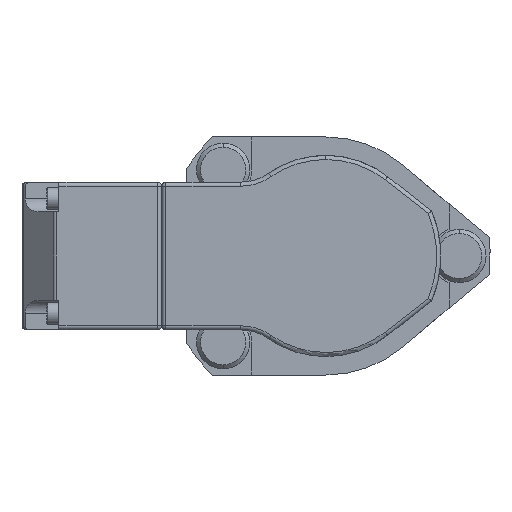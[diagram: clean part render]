
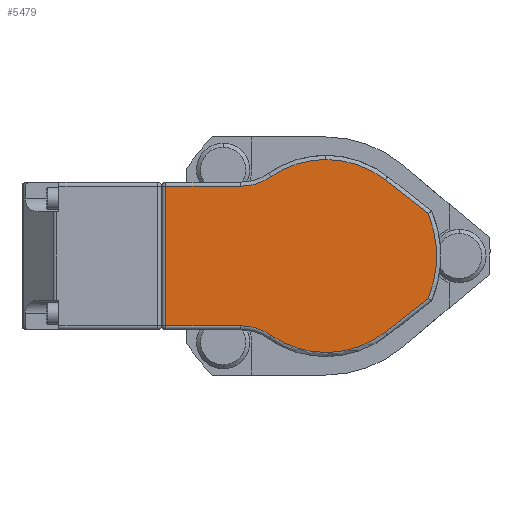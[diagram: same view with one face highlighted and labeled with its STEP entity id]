
A CAD part, left-side view. The second image highlights one B-rep face of the part: STEP entity #5479.
In plain terms, the highlighted planar face has unit normal (-1, 0, 0).
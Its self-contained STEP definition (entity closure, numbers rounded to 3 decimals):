
#182 = CARTESIAN_POINT ( 'NONE',  ( -341., 0., 0. ) ) ;
#383 = VERTEX_POINT ( 'NONE', #9930 ) ;
#390 = EDGE_CURVE ( 'NONE', #7725, #10893, #10524, .T. ) ;
#583 = AXIS2_PLACEMENT_3D ( 'NONE', #4464, #11159, #5439 ) ;
#651 = DIRECTION ( 'NONE',  ( 1., 0., 0. ) ) ;
#718 = VERTEX_POINT ( 'NONE', #6100 ) ;
#802 = CARTESIAN_POINT ( 'NONE',  ( -341., 13.386, -19.315 ) ) ;
#834 = ORIENTED_EDGE ( 'NONE', *, *, #3560, .T. ) ;
#873 = CARTESIAN_POINT ( 'NONE',  ( -341., 0., 0. ) ) ;
#991 = EDGE_CURVE ( 'NONE', #383, #7725, #8716, .T. ) ;
#1053 = CIRCLE ( 'NONE', #1135, 13. ) ;
#1080 = VECTOR ( 'NONE', #5927, 1000. ) ;
#1098 = ORIENTED_EDGE ( 'NONE', *, *, #390, .T. ) ;
#1121 = DIRECTION ( 'NONE',  ( 0., 0., 1. ) ) ;
#1135 = AXIS2_PLACEMENT_3D ( 'NONE', #3630, #10312, #4583 ) ;
#1210 = CARTESIAN_POINT ( 'NONE',  ( -341., -25.15, -10.173 ) ) ;
#1319 = FACE_OUTER_BOUND ( 'NONE', #9429, .T. ) ;
#1598 = CARTESIAN_POINT ( 'NONE',  ( -341., 13.386, 19.315 ) ) ;
#1726 = ORIENTED_EDGE ( 'NONE', *, *, #8843, .T. ) ;
#1763 = VERTEX_POINT ( 'NONE', #10378 ) ;
#1830 = DIRECTION ( 'NONE',  ( 0., 0., 1. ) ) ;
#2197 = ORIENTED_EDGE ( 'NONE', *, *, #10844, .T. ) ;
#2475 = CARTESIAN_POINT ( 'NONE',  ( -341., 39., -17. ) ) ;
#2494 = VECTOR ( 'NONE', #4083, 1000. ) ;
#2774 = CARTESIAN_POINT ( 'NONE',  ( -341., -14.468, 18.518 ) ) ;
#2843 = AXIS2_PLACEMENT_3D ( 'NONE', #6363, #651, #7336 ) ;
#2867 = CARTESIAN_POINT ( 'NONE',  ( -341., 20.791, -17. ) ) ;
#2877 = EDGE_CURVE ( 'NONE', #718, #383, #5695, .T. ) ;
#3035 = AXIS2_PLACEMENT_3D ( 'NONE', #3275, #9972, #4233 ) ;
#3275 = CARTESIAN_POINT ( 'NONE',  ( -341., 0., 0. ) ) ;
#3560 = EDGE_CURVE ( 'NONE', #1763, #5544, #5116, .T. ) ;
#3630 = CARTESIAN_POINT ( 'NONE',  ( -341., 20.791, 30. ) ) ;
#3642 = EDGE_CURVE ( 'NONE', #9904, #10395, #6460, .T. ) ;
#3682 = LINE ( 'NONE', #7316, #11896 ) ;
#3835 = DIRECTION ( 'NONE',  ( 0., -1., 0. ) ) ;
#4071 = VERTEX_POINT ( 'NONE', #1598 ) ;
#4083 = DIRECTION ( 'NONE',  ( 0., -0.788, 0.616 ) ) ;
#4091 = ORIENTED_EDGE ( 'NONE', *, *, #991, .T. ) ;
#4204 = CARTESIAN_POINT ( 'NONE',  ( -341., 0., 0. ) ) ;
#4233 = DIRECTION ( 'NONE',  ( 0., 0., 1. ) ) ;
#4301 = CIRCLE ( 'NONE', #583, 23.5 ) ;
#4464 = CARTESIAN_POINT ( 'NONE',  ( -341., 0., 0. ) ) ;
#4583 = DIRECTION ( 'NONE',  ( 0., 0., 1. ) ) ;
#4665 = PLANE ( 'NONE',  #7107 ) ;
#5003 = CIRCLE ( 'NONE', #2843, 13. ) ;
#5052 = LINE ( 'NONE', #1210, #2494 ) ;
#5116 = LINE ( 'NONE', #11363, #12161 ) ;
#5173 = DIRECTION ( 'NONE',  ( 0., 0., 1. ) ) ;
#5174 = ORIENTED_EDGE ( 'NONE', *, *, #7487, .T. ) ;
#5439 = DIRECTION ( 'NONE',  ( 0., 0., 1. ) ) ;
#5479 = ADVANCED_FACE ( 'NONE', ( #1319 ), #4665, .T. ) ;
#5544 = VERTEX_POINT ( 'NONE', #7063 ) ;
#5630 = DIRECTION ( 'NONE',  ( 0., 1., 0. ) ) ;
#5695 = CIRCLE ( 'NONE', #9743, 27. ) ;
#5927 = DIRECTION ( 'NONE',  ( 0., 0.788, 0.616 ) ) ;
#6100 = CARTESIAN_POINT ( 'NONE',  ( -341., -24.944, -10.333 ) ) ;
#6155 = VECTOR ( 'NONE', #3835, 1000. ) ;
#6363 = CARTESIAN_POINT ( 'NONE',  ( -341., 20.791, -30. ) ) ;
#6450 = CARTESIAN_POINT ( 'NONE',  ( -341., 0., 23.5 ) ) ;
#6460 = LINE ( 'NONE', #2867, #6155 ) ;
#6538 = VERTEX_POINT ( 'NONE', #10928 ) ;
#6849 = DIRECTION ( 'NONE',  ( -1., 0., 0. ) ) ;
#7063 = CARTESIAN_POINT ( 'NONE',  ( -341., 39., 17. ) ) ;
#7107 = AXIS2_PLACEMENT_3D ( 'NONE', #873, #7560, #1830 ) ;
#7316 = CARTESIAN_POINT ( 'NONE',  ( -341., 39., -18. ) ) ;
#7336 = DIRECTION ( 'NONE',  ( 0., 0., 1. ) ) ;
#7487 = EDGE_CURVE ( 'NONE', #4071, #1763, #1053, .T. ) ;
#7560 = DIRECTION ( 'NONE',  ( -1., 0., 0. ) ) ;
#7577 = ORIENTED_EDGE ( 'NONE', *, *, #11432, .T. ) ;
#7725 = VERTEX_POINT ( 'NONE', #2774 ) ;
#8209 = EDGE_CURVE ( 'NONE', #10536, #6538, #4301, .T. ) ;
#8284 = DIRECTION ( 'NONE',  ( 0., 0., -1. ) ) ;
#8690 = ORIENTED_EDGE ( 'NONE', *, *, #8209, .T. ) ;
#8716 = LINE ( 'NONE', #10692, #1080 ) ;
#8723 = EDGE_CURVE ( 'NONE', #6538, #718, #5052, .T. ) ;
#8841 = AXIS2_PLACEMENT_3D ( 'NONE', #4204, #10897, #5173 ) ;
#8843 = EDGE_CURVE ( 'NONE', #10893, #4071, #9556, .T. ) ;
#9429 = EDGE_LOOP ( 'NONE', ( #10849, #10811, #4091, #1098, #1726, #5174, #834, #7577, #10149, #2197, #8690 ) ) ;
#9556 = CIRCLE ( 'NONE', #8841, 23.5 ) ;
#9743 = AXIS2_PLACEMENT_3D ( 'NONE', #182, #6849, #1121 ) ;
#9904 = VERTEX_POINT ( 'NONE', #2475 ) ;
#9930 = CARTESIAN_POINT ( 'NONE',  ( -341., -24.944, 10.333 ) ) ;
#9972 = DIRECTION ( 'NONE',  ( -1., 0., 0. ) ) ;
#10149 = ORIENTED_EDGE ( 'NONE', *, *, #3642, .T. ) ;
#10312 = DIRECTION ( 'NONE',  ( 1., 0., 0. ) ) ;
#10378 = CARTESIAN_POINT ( 'NONE',  ( -341., 20.791, 17. ) ) ;
#10395 = VERTEX_POINT ( 'NONE', #12045 ) ;
#10524 = CIRCLE ( 'NONE', #3035, 23.5 ) ;
#10536 = VERTEX_POINT ( 'NONE', #802 ) ;
#10692 = CARTESIAN_POINT ( 'NONE',  ( -341., -14.468, 18.518 ) ) ;
#10811 = ORIENTED_EDGE ( 'NONE', *, *, #2877, .T. ) ;
#10844 = EDGE_CURVE ( 'NONE', #10395, #10536, #5003, .T. ) ;
#10849 = ORIENTED_EDGE ( 'NONE', *, *, #8723, .T. ) ;
#10893 = VERTEX_POINT ( 'NONE', #6450 ) ;
#10897 = DIRECTION ( 'NONE',  ( -1., 0., 0. ) ) ;
#10928 = CARTESIAN_POINT ( 'NONE',  ( -341., -14.468, -18.518 ) ) ;
#11159 = DIRECTION ( 'NONE',  ( -1., 0., 0. ) ) ;
#11363 = CARTESIAN_POINT ( 'NONE',  ( -341., 40., 17. ) ) ;
#11432 = EDGE_CURVE ( 'NONE', #5544, #9904, #3682, .T. ) ;
#11896 = VECTOR ( 'NONE', #8284, 1000. ) ;
#12045 = CARTESIAN_POINT ( 'NONE',  ( -341., 20.791, -17. ) ) ;
#12161 = VECTOR ( 'NONE', #5630, 1000. ) ;
